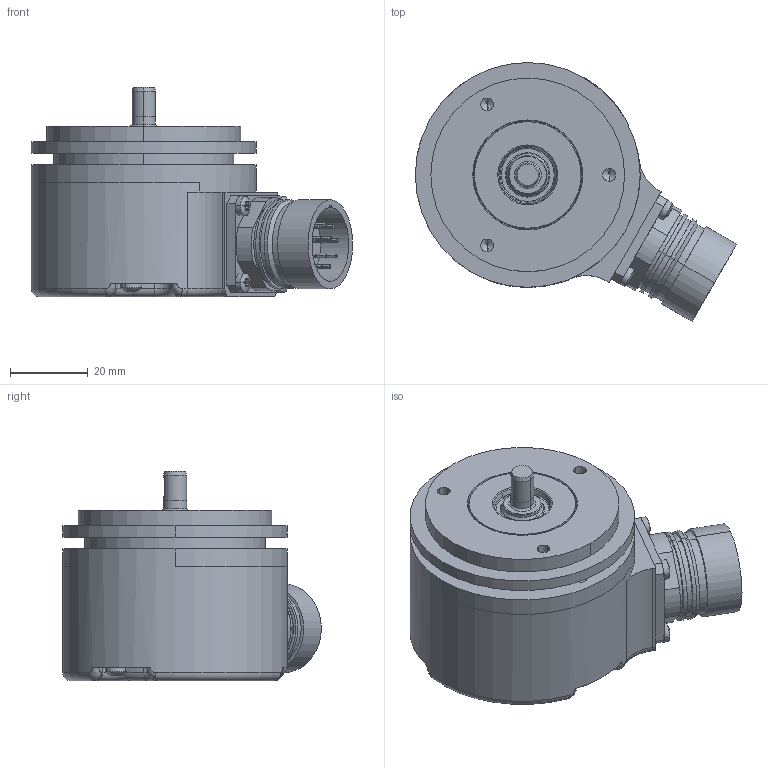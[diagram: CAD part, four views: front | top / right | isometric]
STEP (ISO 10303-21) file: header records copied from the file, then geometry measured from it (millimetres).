
FILE_DESCRIPTION((''),'2;1');
FILE_NAME('515402','2010-11-10T',('se2802'),(''),'PRO/ENGINEER BY PARAMETRIC TECHNOLOGY CORPORATION, 2010180','PRO/ENGINEER BY PARAMETRIC TECHNOLOGY CORPORATION, 2010180','');
FILE_SCHEMA(('CONFIG_CONTROL_DESIGN'));
Products named in the file (1): 515402
Bounding box: 82.9 x 66.76 x 54 mm (x, y, z)
Volume: 73108.8 mm3; surface area: 42427.8 mm2
Topology: 1 solids, 3 shells, 1539 faces, 4204 edges, 2728 vertices
Faces by surface type: cylinder 559, plane 487, extrusion 324, torus 77, cone 66, sphere 20, bspline 6
Entity records: 54850 total; most frequent: CARTESIAN_POINT 16166, ORIENTED_EDGE 8392, DIRECTION 7559, EDGE_CURVE 4196, AXIS2_PLACEMENT_3D 2778, VERTEX_POINT 2728, VECTOR 2003, EDGE_LOOP 1690
